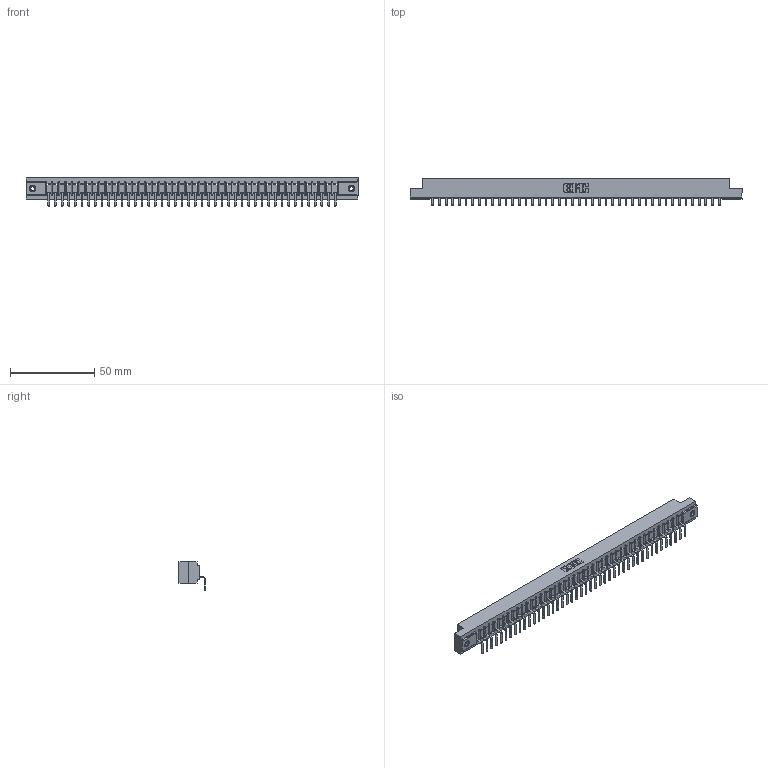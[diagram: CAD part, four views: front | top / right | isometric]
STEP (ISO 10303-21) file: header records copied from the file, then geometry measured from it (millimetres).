
FILE_DESCRIPTION (( 'STEP AP203' ), '1' );
FILE_NAME ('307-044-559-108.STEP', '2019-09-05T17:32:45', ( '' ), ( '' ), 'SwSTEP 2.0', 'SolidWorks 2016', '' );
FILE_SCHEMA (( 'CONFIG_CONTROL_DESIGN' ));
Length unit declared in the file: inch
Products named in the file (4): 307-044-559-108; 345-250-001_345-250-003-102; 307 Part_.156 Dia Mounting Holes; 307-290-001_558 559 - 1 (Single)
Assembly tree (47 placements, depth 2):
  307-044-559-108
    307 Part_.156 Dia Mounting Holes
    307-290-001_558 559 - 1 (Single)  x44
    345-250-001_345-250-003-102  x2
Bounding box: 197.36 x 15.46 x 16.8 mm (x, y, z)
Volume: 20546.9 mm3; surface area: 22119.7 mm2
Topology: 47 solids, 47 shells, 2863 faces, 8115 edges, 5222 vertices
Faces by surface type: plane 1818, cylinder 939, sphere 90, cone 12, torus 4
Entity records: 38763 total; most frequent: CARTESIAN_POINT 6511, ORIENTED_EDGE 6490, DIRECTION 6341, EDGE_CURVE 3245, VECTOR 2489, LINE 2489, VERTEX_POINT 2096, AXIS2_PLACEMENT_3D 1926
